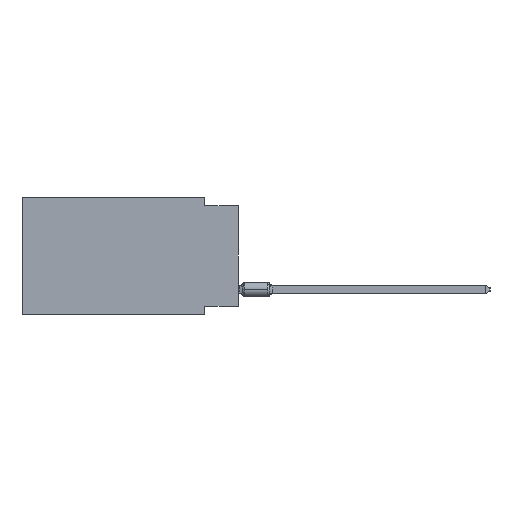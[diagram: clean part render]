
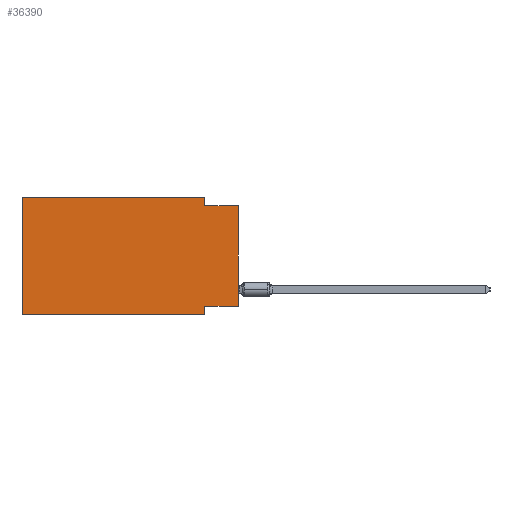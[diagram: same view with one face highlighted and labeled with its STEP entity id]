
A CAD part, left-side view. The second image highlights one B-rep face of the part: STEP entity #36390.
In plain terms, the highlighted planar face has unit normal (-1, 0, 0).
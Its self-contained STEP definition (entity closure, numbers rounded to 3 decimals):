
#191 = CARTESIAN_POINT ( 'NONE',  ( 0., 16.383, 0. ) ) ;
#446 = EDGE_LOOP ( 'NONE', ( #47689, #48367, #47154, #3078, #42624, #47923, #44970, #17440 ) ) ;
#2201 = CARTESIAN_POINT ( 'NONE',  ( 0., 0., -8.255 ) ) ;
#2779 = DIRECTION ( 'NONE',  ( 0., 0., 1. ) ) ;
#3078 = ORIENTED_EDGE ( 'NONE', *, *, #36795, .F. ) ;
#3290 = EDGE_CURVE ( 'NONE', #4221, #13134, #21699, .T. ) ;
#4221 = VERTEX_POINT ( 'NONE', #18964 ) ;
#6307 = LINE ( 'NONE', #10571, #16146 ) ;
#6388 = CARTESIAN_POINT ( 'NONE',  ( 0., 0., -0.635 ) ) ;
#8205 = VECTOR ( 'NONE', #28813, 1000. ) ;
#8348 = CARTESIAN_POINT ( 'NONE',  ( 0., 0., -0.635 ) ) ;
#9892 = VERTEX_POINT ( 'NONE', #12252 ) ;
#9909 = DIRECTION ( 'NONE',  ( 0., -1., 0. ) ) ;
#10571 = CARTESIAN_POINT ( 'NONE',  ( 0., 0., 0. ) ) ;
#11448 = EDGE_CURVE ( 'NONE', #9892, #28530, #41982, .T. ) ;
#11939 = VERTEX_POINT ( 'NONE', #35115 ) ;
#12252 = CARTESIAN_POINT ( 'NONE',  ( 0., 2.54, -8.255 ) ) ;
#13134 = VERTEX_POINT ( 'NONE', #8348 ) ;
#14571 = AXIS2_PLACEMENT_3D ( 'NONE', #22174, #15130, #18654 ) ;
#15130 = DIRECTION ( 'NONE',  ( 1., 0., 0. ) ) ;
#15601 = EDGE_CURVE ( 'NONE', #41207, #13134, #6307, .T. ) ;
#16146 = VECTOR ( 'NONE', #2779, 1000. ) ;
#17440 = ORIENTED_EDGE ( 'NONE', *, *, #47388, .F. ) ;
#17907 = CARTESIAN_POINT ( 'NONE',  ( 0., 0., -8.255 ) ) ;
#18654 = DIRECTION ( 'NONE',  ( 0., 0., -1. ) ) ;
#18964 = CARTESIAN_POINT ( 'NONE',  ( 0., 2.54, -0.635 ) ) ;
#19083 = CARTESIAN_POINT ( 'NONE',  ( 0., 2.54, -8.89 ) ) ;
#19934 = DIRECTION ( 'NONE',  ( 0., -1., 0. ) ) ;
#21003 = LINE ( 'NONE', #40115, #33938 ) ;
#21624 = CARTESIAN_POINT ( 'NONE',  ( 0., 16.383, -8.89 ) ) ;
#21699 = LINE ( 'NONE', #6388, #25374 ) ;
#21708 = VERTEX_POINT ( 'NONE', #35526 ) ;
#22174 = CARTESIAN_POINT ( 'NONE',  ( 0., 16.383, 0. ) ) ;
#23688 = CARTESIAN_POINT ( 'NONE',  ( 0., 16.383, -8.89 ) ) ;
#25374 = VECTOR ( 'NONE', #9909, 1000. ) ;
#28323 = CARTESIAN_POINT ( 'NONE',  ( 0., 16.383, 0. ) ) ;
#28530 = VERTEX_POINT ( 'NONE', #36447 ) ;
#28813 = DIRECTION ( 'NONE',  ( 0., 0., 1. ) ) ;
#28887 = EDGE_CURVE ( 'NONE', #46433, #11939, #40409, .T. ) ;
#30707 = FACE_OUTER_BOUND ( 'NONE', #446, .T. ) ;
#31108 = VECTOR ( 'NONE', #19934, 1000. ) ;
#33854 = VECTOR ( 'NONE', #44921, 1000. ) ;
#33938 = VECTOR ( 'NONE', #36581, 1000. ) ;
#34620 = VECTOR ( 'NONE', #42661, 1000. ) ;
#35115 = CARTESIAN_POINT ( 'NONE',  ( 0., 16.383, 0. ) ) ;
#35526 = CARTESIAN_POINT ( 'NONE',  ( 0., 2.54, 0. ) ) ;
#36390 = ADVANCED_FACE ( 'NONE', ( #30707 ), #38517, .F. ) ;
#36447 = CARTESIAN_POINT ( 'NONE',  ( 0., 2.54, -8.89 ) ) ;
#36581 = DIRECTION ( 'NONE',  ( 0., 0., -1. ) ) ;
#36795 = EDGE_CURVE ( 'NONE', #11939, #21708, #42401, .T. ) ;
#38517 = PLANE ( 'NONE',  #14571 ) ;
#39824 = EDGE_CURVE ( 'NONE', #21708, #4221, #21003, .T. ) ;
#40115 = CARTESIAN_POINT ( 'NONE',  ( 0., 2.54, 0. ) ) ;
#40409 = LINE ( 'NONE', #28323, #8205 ) ;
#40667 = VECTOR ( 'NONE', #48336, 1000. ) ;
#41207 = VERTEX_POINT ( 'NONE', #17907 ) ;
#41338 = LINE ( 'NONE', #23688, #31108 ) ;
#41982 = LINE ( 'NONE', #19083, #40667 ) ;
#42401 = LINE ( 'NONE', #191, #34620 ) ;
#42624 = ORIENTED_EDGE ( 'NONE', *, *, #28887, .F. ) ;
#42661 = DIRECTION ( 'NONE',  ( 0., -1., 0. ) ) ;
#43388 = EDGE_CURVE ( 'NONE', #46433, #28530, #41338, .T. ) ;
#44921 = DIRECTION ( 'NONE',  ( 0., 1., 0. ) ) ;
#44970 = ORIENTED_EDGE ( 'NONE', *, *, #11448, .F. ) ;
#46433 = VERTEX_POINT ( 'NONE', #21624 ) ;
#47154 = ORIENTED_EDGE ( 'NONE', *, *, #39824, .F. ) ;
#47388 = EDGE_CURVE ( 'NONE', #41207, #9892, #48185, .T. ) ;
#47689 = ORIENTED_EDGE ( 'NONE', *, *, #15601, .T. ) ;
#47923 = ORIENTED_EDGE ( 'NONE', *, *, #43388, .T. ) ;
#48185 = LINE ( 'NONE', #2201, #33854 ) ;
#48336 = DIRECTION ( 'NONE',  ( 0., 0., -1. ) ) ;
#48367 = ORIENTED_EDGE ( 'NONE', *, *, #3290, .F. ) ;
